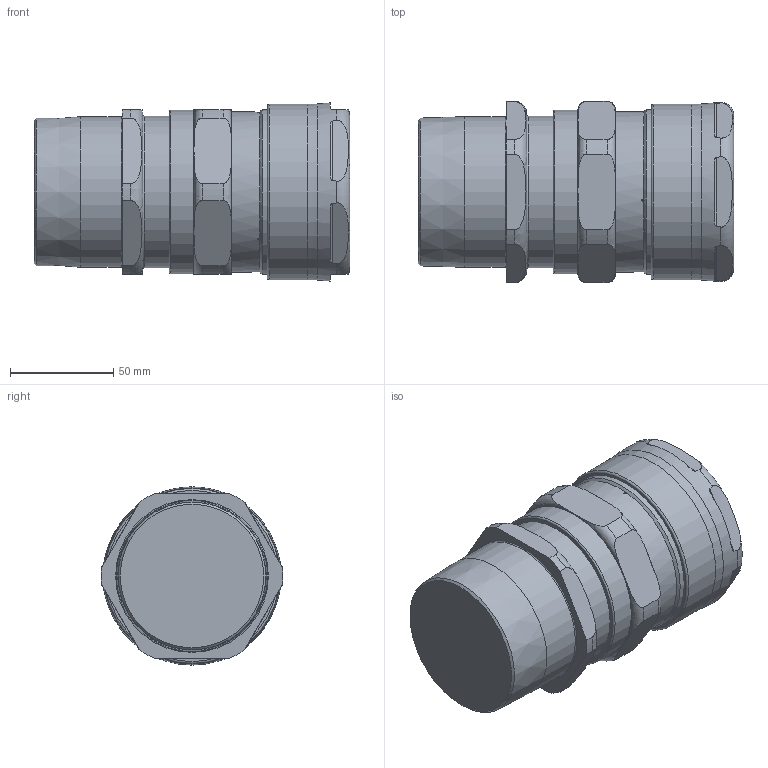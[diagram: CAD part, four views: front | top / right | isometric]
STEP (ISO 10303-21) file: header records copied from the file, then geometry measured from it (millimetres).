
FILE_DESCRIPTION(/* description */ (''),/* implementation_level */ '2;1');
FILE_NAME(/* name */ '153 RAC L E_2_1_2_NPT.stp',/* time_stamp */ '2021-05-09T22:47:29+05:00',/* author */ ('vinaykumark'),/* organization */ (''),/* preprocessor_version */ 'ST-DEVELOPER v18',/* originating_system */ 'Autodesk Inventor 2020',/* authorisation */ '');
FILE_SCHEMA (('AUTOMOTIVE_DESIGN { 1 0 10303 214 3 1 1 }'));
Length unit declared in the file: inch
Products named in the file (1): 153 RAC L E_2_1_2_NPT
Bounding box: 152.9 x 87.96 x 86.45 mm (x, y, z)
Volume: 1055471.2 mm3; surface area: 160168.6 mm2
Topology: 10 solids, 10 shells, 898 faces, 2513 edges, 1645 vertices
Faces by surface type: plane 264, torus 235, cylinder 169, cone 161, bspline 69
Full cylindrical faces by diameter (mm): 56.3 x1, 65.3 x1, 66.45 x1, 67.15 x2, 70.3 x1, 72 x1, 72.3 x1, 73 x3, 73.03 x1, 73.3 x1, 76.2 x1, 77.7 x1, 78.5 x1, 79.2 x1, 80 x1, 85 x1
Entity records: 35488 total; most frequent: CARTESIAN_POINT 12639, ORIENTED_EDGE 5026, DIRECTION 4255, EDGE_CURVE 2513, AXIS2_PLACEMENT_3D 1774, VERTEX_POINT 1645, CIRCLE 928, EDGE_LOOP 912
